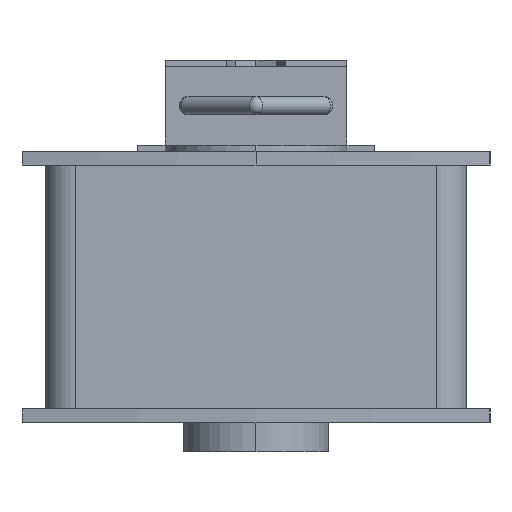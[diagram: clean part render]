
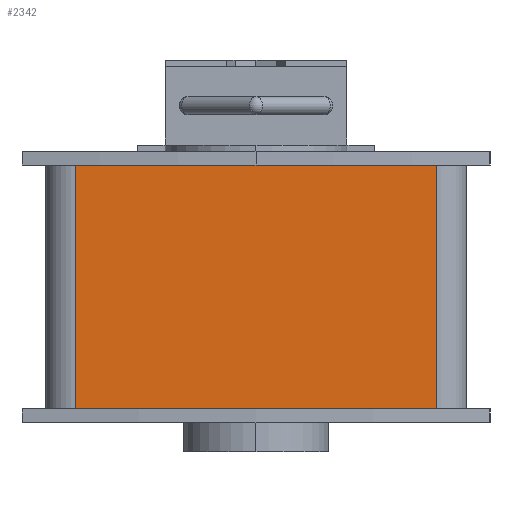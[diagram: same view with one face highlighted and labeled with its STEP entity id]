
A CAD part, left-side view. The second image highlights one B-rep face of the part: STEP entity #2342.
In plain terms, the highlighted planar face has unit normal (-1, 0, 0).
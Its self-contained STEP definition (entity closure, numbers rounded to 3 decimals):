
#2279=CARTESIAN_POINT('POINT3538',(-23.622,37.719,53.975)
   );
#2280=VERTEX_POINT('VERTEX3538',#2279);
#2289=CARTESIAN_POINT('POINT3539',(-23.622,37.719,
   2.921));
#2290=VERTEX_POINT('VERTEX3539',#2289);
#2298=CARTESIAN_POINT('POS6283',(-23.622,37.719,
   2.921));
#2299=DIRECTION('DIR9262',(0.,0.,1.));
#2300=VECTOR('VEC3304',#2299,25.4);
#2301=LINE('STRAIGHT3304',#2298,#2300);
#2302=EDGE_CURVE('EDGE5471',#2290,#2280,#2301,.T.);
#2312=CARTESIAN_POINT('POINT3540',(-23.622,-37.719,53.975
   ));
#2313=VERTEX_POINT('VERTEX3540',#2312);
#2314=CARTESIAN_POINT('POS6285',(-23.622,0.,
   53.975));
#2315=DIRECTION('DIR9265',(0.,1.,0.));
#2316=VECTOR('VEC3305',#2315,25.4);
#2317=LINE('STRAIGHT3305',#2314,#2316);
#2318=EDGE_CURVE('EDGE5472',#2313,#2280,#2317,.T.);
#2319=ORIENTED_EDGE('COEDGE10916',*,*,#2318,.T.);
#2320=ORIENTED_EDGE('COEDGE10917',*,*,#2302,.F.);
#2321=CARTESIAN_POINT('POINT3541',(-23.622,-37.719,
   2.921));
#2322=VERTEX_POINT('VERTEX3541',#2321);
#2323=CARTESIAN_POINT('POS6286',(-23.622,0.,
   2.921));
#2324=DIRECTION('DIR9266',(0.,-1.,0.));
#2325=VECTOR('VEC3306',#2324,25.4);
#2326=LINE('STRAIGHT3306',#2323,#2325);
#2327=EDGE_CURVE('EDGE5473',#2290,#2322,#2326,.T.);
#2328=ORIENTED_EDGE('COEDGE10918',*,*,#2327,.T.);
#2329=CARTESIAN_POINT('POS6287',(-23.622,-37.719,
   2.921));
#2330=DIRECTION('DIR9267',(0.,0.,1.));
#2331=VECTOR('VEC3307',#2330,25.4);
#2332=LINE('STRAIGHT3307',#2329,#2331);
#2333=EDGE_CURVE('EDGE5474',#2322,#2313,#2332,.T.);
#2334=ORIENTED_EDGE('COEDGE10919',*,*,#2333,.T.);
#2335=EDGE_LOOP('NONE',(#2319,#2320,#2328,#2334));
#2336=FACE_BOUND('LOOP1',#2335,.T.);
#2337=CARTESIAN_POINT('POS6288',(-23.622,0.,
   2.921));
#2338=DIRECTION('DIR9268',(-1.,0.,0.));
#2339=DIRECTION('DIR9269',(0.,1.,0.));
#2340=AXIS2_PLACEMENT_3D('AXIS2981',#2337,#2338,#2339);
#2341=PLANE('PLANE1060',#2340);
#2342=ADVANCED_FACE('FACE2236',(#2336),#2341,.T.);
